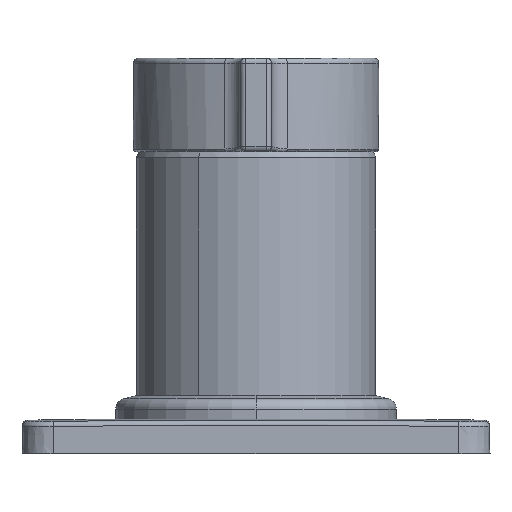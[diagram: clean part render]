
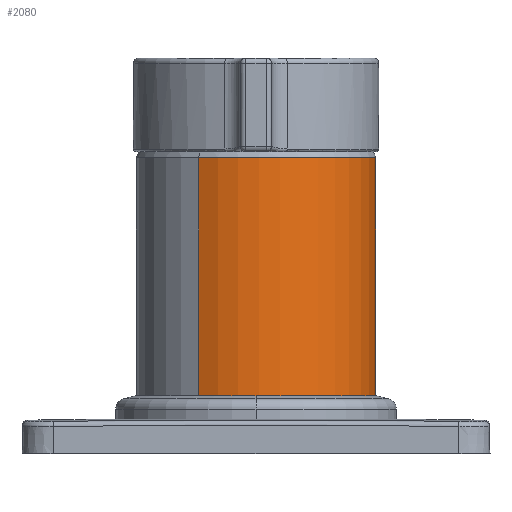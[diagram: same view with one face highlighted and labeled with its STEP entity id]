
A CAD part, front view. The second image highlights one B-rep face of the part: STEP entity #2080.
In plain terms, the highlighted cylindrical face has radius 23 mm (diameter 46 mm), a partial arc.
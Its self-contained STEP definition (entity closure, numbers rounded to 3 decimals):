
#7 = DIRECTION ( 'NONE',  ( 0., 0., -1. ) ) ;
#113 = ORIENTED_EDGE ( 'NONE', *, *, #3075, .T. ) ;
#366 = CARTESIAN_POINT ( 'NONE',  ( 31.16, 64.428, 101.657 ) ) ;
#394 = DIRECTION ( 'NONE',  ( 0., 0., -1. ) ) ;
#440 = VERTEX_POINT ( 'NONE', #2549 ) ;
#608 = VERTEX_POINT ( 'NONE', #1737 ) ;
#748 = AXIS2_PLACEMENT_3D ( 'NONE', #2438, #2425, #2386 ) ;
#830 = CARTESIAN_POINT ( 'NONE',  ( 31.16, 64.428, 74.51 ) ) ;
#858 = DIRECTION ( 'NONE',  ( -1., 0., 0. ) ) ;
#905 = DIRECTION ( 'NONE',  ( 0., 0., -1. ) ) ;
#914 = CARTESIAN_POINT ( 'NONE',  ( 42.187, 84.612, 74.51 ) ) ;
#998 = CARTESIAN_POINT ( 'NONE',  ( 42.187, 84.612, 101.657 ) ) ;
#1113 = CIRCLE ( 'NONE', #2638, 23. ) ;
#1416 = EDGE_CURVE ( 'NONE', #440, #1997, #1113, .T. ) ;
#1737 = CARTESIAN_POINT ( 'NONE',  ( 31.16, 64.428, 130.207 ) ) ;
#1823 = VERTEX_POINT ( 'NONE', #3072 ) ;
#1907 = LINE ( 'NONE', #3195, #1909 ) ;
#1909 = VECTOR ( 'NONE', #7, 1000. ) ;
#1913 = DIRECTION ( 'NONE',  ( -0.479, -0.878, 0. ) ) ;
#1997 = VERTEX_POINT ( 'NONE', #830 ) ;
#2045 = CYLINDRICAL_SURFACE ( 'NONE', #3537, 23. ) ;
#2080 = ADVANCED_FACE ( 'NONE', ( #2332 ), #2045, .T. ) ;
#2253 = ORIENTED_EDGE ( 'NONE', *, *, #2644, .T. ) ;
#2313 = VECTOR ( 'NONE', #394, 1000. ) ;
#2332 = FACE_OUTER_BOUND ( 'NONE', #3147, .T. ) ;
#2351 = LINE ( 'NONE', #366, #2313 ) ;
#2386 = DIRECTION ( 'NONE',  ( -1., 0., 0. ) ) ;
#2425 = DIRECTION ( 'NONE',  ( 0., 0., -1. ) ) ;
#2438 = CARTESIAN_POINT ( 'NONE',  ( 42.187, 84.612, 130.207 ) ) ;
#2549 = CARTESIAN_POINT ( 'NONE',  ( 53.214, 104.797, 74.51 ) ) ;
#2638 = AXIS2_PLACEMENT_3D ( 'NONE', #914, #905, #858 ) ;
#2644 = EDGE_CURVE ( 'NONE', #1823, #608, #3636, .T. ) ;
#2694 = ORIENTED_EDGE ( 'NONE', *, *, #1416, .F. ) ;
#2724 = ORIENTED_EDGE ( 'NONE', *, *, #3225, .F. ) ;
#3072 = CARTESIAN_POINT ( 'NONE',  ( 53.214, 104.797, 130.207 ) ) ;
#3075 = EDGE_CURVE ( 'NONE', #608, #1997, #2351, .T. ) ;
#3147 = EDGE_LOOP ( 'NONE', ( #2724, #2253, #113, #2694 ) ) ;
#3195 = CARTESIAN_POINT ( 'NONE',  ( 53.214, 104.797, 101.657 ) ) ;
#3225 = EDGE_CURVE ( 'NONE', #1823, #440, #1907, .T. ) ;
#3537 = AXIS2_PLACEMENT_3D ( 'NONE', #998, #3578, #1913 ) ;
#3578 = DIRECTION ( 'NONE',  ( 0., 0., -1. ) ) ;
#3636 = CIRCLE ( 'NONE', #748, 23. ) ;
